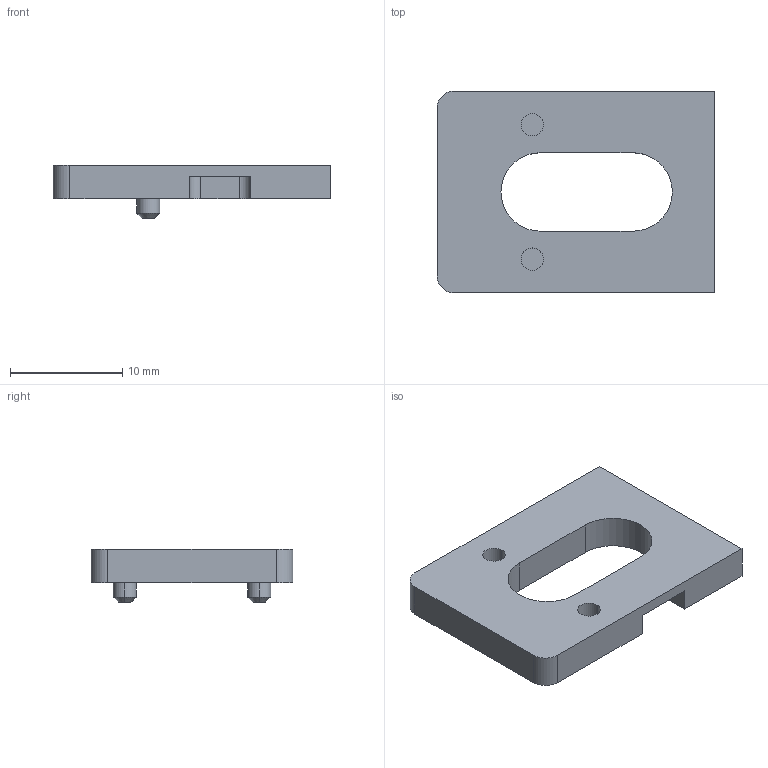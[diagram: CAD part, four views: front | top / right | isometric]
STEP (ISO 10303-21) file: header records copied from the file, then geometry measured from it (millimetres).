
FILE_DESCRIPTION((''),'2;1');
FILE_NAME('12192_DISTANCNIK_3MM','2022-09-19T08:25:50',('PredragRovcanin'),('Audax d.o.o.'),'CREO PARAMETRIC BY PTC INC, 2020281','CREO PARAMETRIC BY PTC INC, 2020281','');
FILE_SCHEMA(('AP242_MANAGED_MODEL_BASED_3D_ENGINEERING_MIM_LF { 1 0 10303 442 1 1 4 }'));
Length unit declared in the file: millimetre
Products named in the file (1): 12192_DISTANCNIK_3MM
Bounding box: 24.8 x 18 x 4.8 mm (x, y, z)
Volume: 985.8 mm3; surface area: 1129.3 mm2
Topology: 1 solids, 1 shells, 41 faces, 101 edges, 66 vertices
Faces by surface type: plane 20, cylinder 17, cone 4
Entity records: 2274 total; most frequent: COLOUR_RGB 321, DIRECTION 223, CARTESIAN_POINT 211, ORIENTED_EDGE 202, PRESENTATION_STYLE_ASSIGNMENT 144, STYLED_ITEM 103, CURVE_STYLE 102, EDGE_CURVE 101
